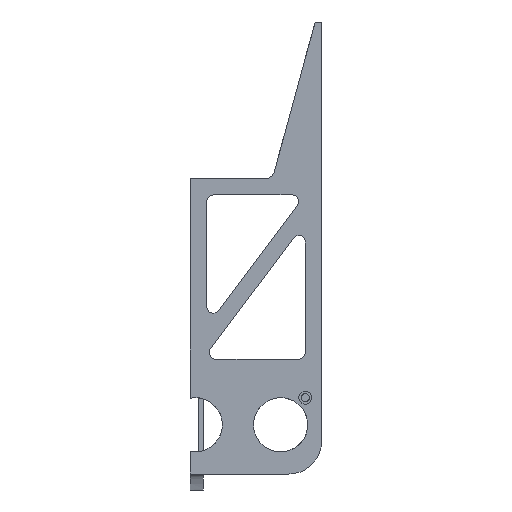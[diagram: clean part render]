
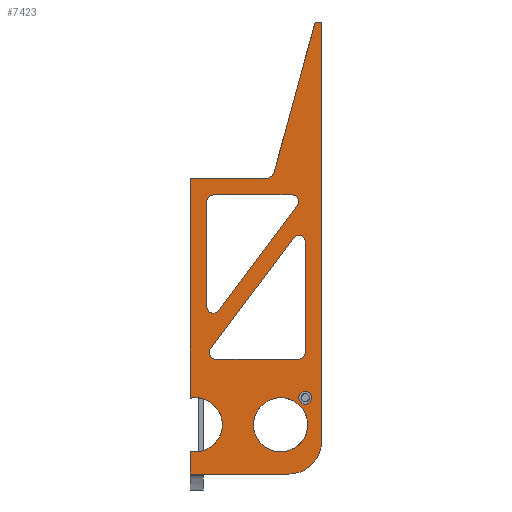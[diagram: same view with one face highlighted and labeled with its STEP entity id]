
A CAD part, left-side view. The second image highlights one B-rep face of the part: STEP entity #7423.
In plain terms, the highlighted planar face has unit normal (-1, 0, 0).
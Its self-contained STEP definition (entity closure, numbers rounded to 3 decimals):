
#1187=CARTESIAN_POINT('',(-79.,-3.75,-10.5));
#1188=DIRECTION('',(1.,0.,0.));
#1189=DIRECTION('',(0.,0.,-1.));
#1190=AXIS2_PLACEMENT_3D('',#1187,#1188,#1189);
#1284=CARTESIAN_POINT('',(-79.,-3.,3.5));
#1285=DIRECTION('',(1.,0.,0.));
#1286=DIRECTION('',(0.,-0.8,-0.6));
#1287=AXIS2_PLACEMENT_3D('',#1284,#1285,#1286);
#1305=DIRECTION('',(0.,1.,0.));
#1306=VECTOR('',#1305,25.25);
#1307=CARTESIAN_POINT('',(-79.,-29.,-12.5));
#1308=LINE('',#1307,#1306);
#1309=DIRECTION('',(0.,0.,-1.));
#1310=VECTOR('',#1309,33.667);
#1311=CARTESIAN_POINT('',(-79.,-31.,23.167));
#1312=LINE('',#1311,#1310);
#1313=DIRECTION('',(0.,-0.6,0.8));
#1314=VECTOR('',#1313,42.083);
#1315=CARTESIAN_POINT('',(-79.,-2.15,-9.3));
#1316=LINE('',#1315,#1314);
#1317=DIRECTION('',(0.,0.,1.));
#1318=VECTOR('',#1317,32.);
#1319=CARTESIAN_POINT('',(-79.,-1.,3.5));
#1320=LINE('',#1319,#1318);
#1321=DIRECTION('',(0.,0.6,-0.8));
#1322=VECTOR('',#1321,40.);
#1323=CARTESIAN_POINT('',(-79.,-28.6,34.3));
#1324=LINE('',#1323,#1322);
#1325=DIRECTION('',(0.,-1.,0.));
#1326=VECTOR('',#1325,24.);
#1327=CARTESIAN_POINT('',(-79.,-3.,37.5));
#1328=LINE('',#1327,#1326);
#1329=CARTESIAN_POINT('',(-79.,-31.,-24.25));
#1330=DIRECTION('',(-1.,0.,0.));
#1331=DIRECTION('',(0.,1.,0.));
#1332=AXIS2_PLACEMENT_3D('',#1329,#1330,#1331);
#1334=CARTESIAN_POINT('',(-79.,-31.,-24.25));
#1335=DIRECTION('',(-1.,0.,0.));
#1336=DIRECTION('',(0.,-1.,0.));
#1337=AXIS2_PLACEMENT_3D('',#1334,#1335,#1336);
#1339=CARTESIAN_POINT('',(-79.,-23.5,-32.5));
#1340=DIRECTION('',(-1.,0.,0.));
#1341=DIRECTION('',(0.,1.,0.));
#1342=AXIS2_PLACEMENT_3D('',#1339,#1340,#1341);
#1344=CARTESIAN_POINT('',(-79.,-23.5,-32.5));
#1345=DIRECTION('',(-1.,0.,0.));
#1346=DIRECTION('',(0.,-1.,0.));
#1347=AXIS2_PLACEMENT_3D('',#1344,#1345,#1346);
#1349=DIRECTION('',(0.,1.,0.));
#1350=VECTOR('',#1349,26.);
#1351=CARTESIAN_POINT('',(-79.,-26.,-47.5));
#1352=LINE('',#1351,#1350);
#1353=DIRECTION('',(0.,1.,0.));
#1354=VECTOR('',#1353,4.);
#1355=CARTESIAN_POINT('',(-79.,0.,-47.5));
#1356=LINE('',#1355,#1354);
#1357=DIRECTION('',(0.,-0.263,0.965));
#1358=VECTOR('',#1357,47.46);
#1359=CARTESIAN_POINT('',(-79.,-21.512,44.379));
#1360=LINE('',#1359,#1358);
#1361=DIRECTION('',(0.,-1.,0.));
#1362=VECTOR('',#1361,2.);
#1363=CARTESIAN_POINT('',(-79.,-34.,90.167));
#1364=LINE('',#1363,#1362);
#1365=DIRECTION('',(0.,0.,-1.));
#1366=VECTOR('',#1365,127.667);
#1367=CARTESIAN_POINT('',(-79.,-36.,90.167));
#1368=LINE('',#1367,#1366);
#1369=CARTESIAN_POINT('',(-79.,-26.,-37.5));
#1370=DIRECTION('',(-1.,0.,0.));
#1371=DIRECTION('',(0.,0.,-1.));
#1372=AXIS2_PLACEMENT_3D('',#1369,#1370,#1371);
#1395=CARTESIAN_POINT('',(-79.,-29.,-10.5));
#1396=DIRECTION('',(1.,0.,0.));
#1397=DIRECTION('',(0.,-1.,0.));
#1398=AXIS2_PLACEMENT_3D('',#1395,#1396,#1397);
#1421=CARTESIAN_POINT('',(-79.,-29.,23.167));
#1422=DIRECTION('',(1.,0.,0.));
#1423=DIRECTION('',(0.,0.8,0.6));
#1424=AXIS2_PLACEMENT_3D('',#1421,#1422,#1423);
#1536=CARTESIAN_POINT('',(-79.,-3.,35.5));
#1537=DIRECTION('',(1.,0.,0.));
#1538=DIRECTION('',(0.,1.,0.));
#1539=AXIS2_PLACEMENT_3D('',#1536,#1537,#1538);
#1546=CARTESIAN_POINT('',(-79.,-27.,35.5));
#1547=DIRECTION('',(1.,0.,0.));
#1548=DIRECTION('',(0.,0.,1.));
#1549=AXIS2_PLACEMENT_3D('',#1546,#1547,#1548);
#1702=DIRECTION('',(0.,0.,-1.));
#1703=VECTOR('',#1702,66.888);
#1704=CARTESIAN_POINT('',(-79.,4.,42.5));
#1705=LINE('',#1704,#1703);
#1794=DIRECTION('',(0.,0.,1.));
#1795=VECTOR('',#1794,6.888);
#1796=CARTESIAN_POINT('',(-79.,4.,-47.5));
#1797=LINE('',#1796,#1795);
#1822=CARTESIAN_POINT('',(-79.,4.,-47.5));
#2010=DIRECTION('',(0.,1.,0.));
#2011=VECTOR('',#2010,23.052);
#2012=CARTESIAN_POINT('',(-79.,-19.052,42.5));
#2013=LINE('',#2012,#2011);
#2267=CARTESIAN_POINT('',(-79.,-19.052,45.05));
#2268=DIRECTION('',(1.,0.,0.));
#2269=DIRECTION('',(0.,-0.965,-0.263));
#2270=AXIS2_PLACEMENT_3D('',#2267,#2268,#2269);
#2599=CARTESIAN_POINT('',(-79.,2.5,-32.5));
#2600=DIRECTION('',(1.,0.,0.));
#2601=DIRECTION('',(0.,0.182,0.983));
#2602=AXIS2_PLACEMENT_3D('',#2599,#2600,#2601);
#5327=VERTEX_POINT('',#1822);
#5328=CARTESIAN_POINT('',(-79.,4.,42.5));
#5330=VERTEX_POINT('',#5328);
#5931=CARTESIAN_POINT('',(-79.,4.,-40.612));
#5933=VERTEX_POINT('',#5931);
#5935=CARTESIAN_POINT('',(-79.,4.,-24.388));
#5937=VERTEX_POINT('',#5935);
#5945=CARTESIAN_POINT('',(-79.,-34.,90.167));
#5946=CARTESIAN_POINT('',(-79.,-36.,90.167));
#5947=VERTEX_POINT('',#5945);
#5948=VERTEX_POINT('',#5946);
#5965=CARTESIAN_POINT('',(-79.,-21.512,44.379));
#5967=VERTEX_POINT('',#5965);
#5969=CARTESIAN_POINT('',(-79.,-19.052,42.5));
#5970=VERTEX_POINT('',#5969);
#5981=CARTESIAN_POINT('',(-79.,-26.,-47.5));
#5982=CARTESIAN_POINT('',(-79.,-36.,-37.5));
#5983=VERTEX_POINT('',#5981);
#5984=VERTEX_POINT('',#5982);
#6101=CARTESIAN_POINT('',(-79.,-15.25,-32.5));
#6102=CARTESIAN_POINT('',(-79.,-31.75,-32.5));
#6103=VERTEX_POINT('',#6101);
#6104=VERTEX_POINT('',#6102);
#6118=CARTESIAN_POINT('',(-79.,-1.,3.5));
#6120=VERTEX_POINT('',#6118);
#6122=CARTESIAN_POINT('',(-79.,-4.6,2.3));
#6124=VERTEX_POINT('',#6122);
#6126=CARTESIAN_POINT('',(-79.,-2.15,-9.3));
#6128=VERTEX_POINT('',#6126);
#6130=CARTESIAN_POINT('',(-79.,-3.75,-12.5));
#6132=VERTEX_POINT('',#6130);
#6134=CARTESIAN_POINT('',(-79.,-3.,37.5));
#6136=VERTEX_POINT('',#6134);
#6138=CARTESIAN_POINT('',(-79.,-1.,35.5));
#6140=VERTEX_POINT('',#6138);
#6142=CARTESIAN_POINT('',(-79.,-31.,23.167));
#6144=VERTEX_POINT('',#6142);
#6146=CARTESIAN_POINT('',(-79.,-27.4,24.367));
#6148=VERTEX_POINT('',#6146);
#6150=CARTESIAN_POINT('',(-79.,-28.6,34.3));
#6152=VERTEX_POINT('',#6150);
#6154=CARTESIAN_POINT('',(-79.,-27.,37.5));
#6156=VERTEX_POINT('',#6154);
#6158=CARTESIAN_POINT('',(-79.,-29.,-12.5));
#6160=VERTEX_POINT('',#6158);
#6162=CARTESIAN_POINT('',(-79.,-31.,-10.5));
#6164=VERTEX_POINT('',#6162);
#6277=CARTESIAN_POINT('',(-79.,0.,-47.5));
#6279=VERTEX_POINT('',#6277);
#6401=CARTESIAN_POINT('',(-79.,-29.,-24.25));
#6402=CARTESIAN_POINT('',(-79.,-33.,-24.25));
#6403=VERTEX_POINT('',#6401);
#6404=VERTEX_POINT('',#6402);
#7359=CARTESIAN_POINT('',(-79.,0.,17.5));
#7360=DIRECTION('',(-1.,0.,0.));
#7361=DIRECTION('',(0.,0.,1.));
#7362=AXIS2_PLACEMENT_3D('',#7359,#7360,#7361);
#7363=PLANE('',#7362);
#7365=ORIENTED_EDGE('',*,*,#7364,.T.);
#7367=ORIENTED_EDGE('',*,*,#7366,.T.);
#7369=ORIENTED_EDGE('',*,*,#7368,.T.);
#7371=ORIENTED_EDGE('',*,*,#7370,.F.);
#7373=ORIENTED_EDGE('',*,*,#7372,.F.);
#7375=ORIENTED_EDGE('',*,*,#7374,.F.);
#7377=ORIENTED_EDGE('',*,*,#7376,.F.);
#7379=ORIENTED_EDGE('',*,*,#7378,.T.);
#7381=ORIENTED_EDGE('',*,*,#7380,.T.);
#7383=ORIENTED_EDGE('',*,*,#7382,.T.);
#7385=ORIENTED_EDGE('',*,*,#7384,.F.);
#7386=EDGE_LOOP('',(#7365,#7367,#7369,#7371,#7373,#7375,#7377,#7379,#7381,#7383,
#7385));
#7387=FACE_OUTER_BOUND('',#7386,.F.);
#7388=ORIENTED_EDGE('',*,*,#7336,.F.);
#7389=ORIENTED_EDGE('',*,*,#7325,.F.);
#7390=ORIENTED_EDGE('',*,*,#7296,.F.);
#7392=ORIENTED_EDGE('',*,*,#7391,.F.);
#7394=ORIENTED_EDGE('',*,*,#7393,.F.);
#7396=ORIENTED_EDGE('',*,*,#7395,.F.);
#7397=EDGE_LOOP('',(#7388,#7389,#7390,#7392,#7394,#7396));
#7398=FACE_BOUND('',#7397,.F.);
#7400=ORIENTED_EDGE('',*,*,#7399,.T.);
#7402=ORIENTED_EDGE('',*,*,#7401,.T.);
#7403=EDGE_LOOP('',(#7400,#7402));
#7404=FACE_BOUND('',#7403,.F.);
#7406=ORIENTED_EDGE('',*,*,#7405,.T.);
#7408=ORIENTED_EDGE('',*,*,#7407,.T.);
#7409=EDGE_LOOP('',(#7406,#7408));
#7410=FACE_BOUND('',#7409,.F.);
#7412=ORIENTED_EDGE('',*,*,#7411,.F.);
#7414=ORIENTED_EDGE('',*,*,#7413,.F.);
#7416=ORIENTED_EDGE('',*,*,#7415,.F.);
#7418=ORIENTED_EDGE('',*,*,#7417,.F.);
#7419=ORIENTED_EDGE('',*,*,#7176,.F.);
#7420=ORIENTED_EDGE('',*,*,#7210,.F.);
#7421=EDGE_LOOP('',(#7412,#7414,#7416,#7418,#7419,#7420));
#7422=FACE_BOUND('',#7421,.F.);
#7423=ADVANCED_FACE('',(#7387,#7398,#7404,#7410,#7422),#7363,.T.);
#1191=CIRCLE('',#1190,2.);
#1288=CIRCLE('',#1287,2.);
#1333=CIRCLE('',#1332,2.);
#1338=CIRCLE('',#1337,2.);
#1343=CIRCLE('',#1342,8.25);
#1348=CIRCLE('',#1347,8.25);
#1373=CIRCLE('',#1372,10.);
#1399=CIRCLE('',#1398,2.);
#1425=CIRCLE('',#1424,2.);
#1540=CIRCLE('',#1539,2.);
#1550=CIRCLE('',#1549,2.);
#2271=CIRCLE('',#2270,2.55);
#2603=CIRCLE('',#2602,8.25);
#7176=EDGE_CURVE('',#6128,#6148,#1316,.T.);
#7210=EDGE_CURVE('',#6132,#6128,#1191,.T.);
#7296=EDGE_CURVE('',#6152,#6124,#1324,.T.);
#7325=EDGE_CURVE('',#6124,#6120,#1288,.T.);
#7336=EDGE_CURVE('',#6120,#6140,#1320,.T.);
#7364=EDGE_CURVE('',#5983,#6279,#1352,.T.);
#7366=EDGE_CURVE('',#6279,#5327,#1356,.T.);
#7368=EDGE_CURVE('',#5327,#5933,#1797,.T.);
#7370=EDGE_CURVE('',#5937,#5933,#2603,.T.);
#7372=EDGE_CURVE('',#5330,#5937,#1705,.T.);
#7374=EDGE_CURVE('',#5970,#5330,#2013,.T.);
#7376=EDGE_CURVE('',#5967,#5970,#2271,.T.);
#7378=EDGE_CURVE('',#5967,#5947,#1360,.T.);
#7380=EDGE_CURVE('',#5947,#5948,#1364,.T.);
#7382=EDGE_CURVE('',#5948,#5984,#1368,.T.);
#7384=EDGE_CURVE('',#5983,#5984,#1373,.T.);
#7391=EDGE_CURVE('',#6156,#6152,#1550,.T.);
#7393=EDGE_CURVE('',#6136,#6156,#1328,.T.);
#7395=EDGE_CURVE('',#6140,#6136,#1540,.T.);
#7399=EDGE_CURVE('',#6403,#6404,#1333,.T.);
#7401=EDGE_CURVE('',#6404,#6403,#1338,.T.);
#7405=EDGE_CURVE('',#6103,#6104,#1343,.T.);
#7407=EDGE_CURVE('',#6104,#6103,#1348,.T.);
#7411=EDGE_CURVE('',#6160,#6132,#1308,.T.);
#7413=EDGE_CURVE('',#6164,#6160,#1399,.T.);
#7415=EDGE_CURVE('',#6144,#6164,#1312,.T.);
#7417=EDGE_CURVE('',#6148,#6144,#1425,.T.);
